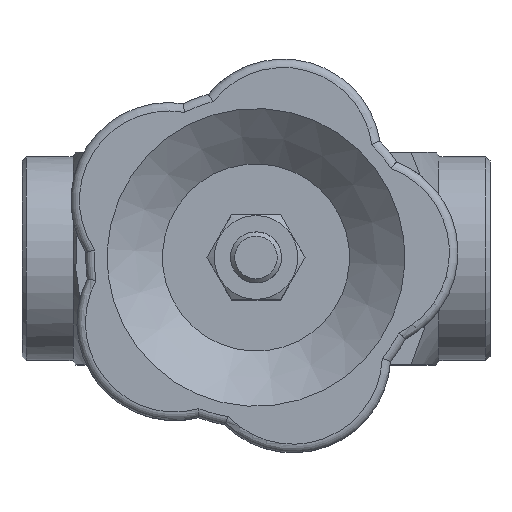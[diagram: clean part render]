
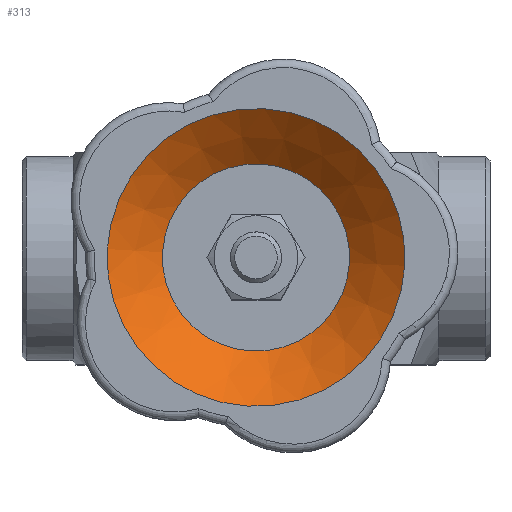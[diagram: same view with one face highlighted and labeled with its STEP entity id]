
A CAD part, top view. The second image highlights one B-rep face of the part: STEP entity #313.
In plain terms, the highlighted conical face has half-angle 49.764 degrees and reference radius 11 mm.
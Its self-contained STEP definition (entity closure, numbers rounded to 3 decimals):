
#313 = ADVANCED_FACE( '', ( #667, #668 ), #669, .F. );
#667 = FACE_OUTER_BOUND( '', #1026, .T. );
#668 = FACE_BOUND( '', #1027, .T. );
#669 = CONICAL_SURFACE( '', #1028, 11., 0.869 );
#1026 = EDGE_LOOP( '', ( #1763 ) );
#1027 = EDGE_LOOP( '', ( #1764 ) );
#1028 = AXIS2_PLACEMENT_3D( '', #1765, #1766, #1767 );
#1763 = ORIENTED_EDGE( '', *, *, #2008, .F. );
#1764 = ORIENTED_EDGE( '', *, *, #1870, .T. );
#1765 = CARTESIAN_POINT( '', ( 0., 0., 75.975 ) );
#1766 = DIRECTION( '', ( 0., 0., 1. ) );
#1767 = DIRECTION( '', ( 0.548, 0.837, 0. ) );
#1870 = EDGE_CURVE( '', #2178, #2178, #2179, .T. );
#2008 = EDGE_CURVE( '', #2396, #2396, #2397, .T. );
#2178 = VERTEX_POINT( '', #2668 );
#2179 = CIRCLE( '', #2669, 11. );
#2396 = VERTEX_POINT( '', #3340 );
#2397 = CIRCLE( '', #3341, 17.5 );
#2668 = CARTESIAN_POINT( '', ( -6.026, -9.203, 75.975 ) );
#2669 = AXIS2_PLACEMENT_3D( '', #3786, #3787, #3788 );
#3340 = CARTESIAN_POINT( '', ( -9.587, -14.64, 81.475 ) );
#3341 = AXIS2_PLACEMENT_3D( '', #3952, #3953, #3954 );
#3786 = CARTESIAN_POINT( '', ( 0., 0., 75.975 ) );
#3787 = DIRECTION( '', ( 0., 0., -1. ) );
#3788 = DIRECTION( '', ( -0.548, -0.837, 0. ) );
#3952 = CARTESIAN_POINT( '', ( 0., 0., 81.475 ) );
#3953 = DIRECTION( '', ( 0., 0., -1. ) );
#3954 = DIRECTION( '', ( -0.548, -0.837, 0. ) );
